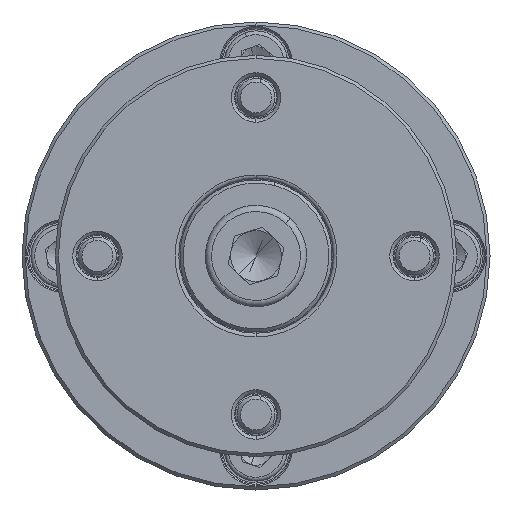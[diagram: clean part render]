
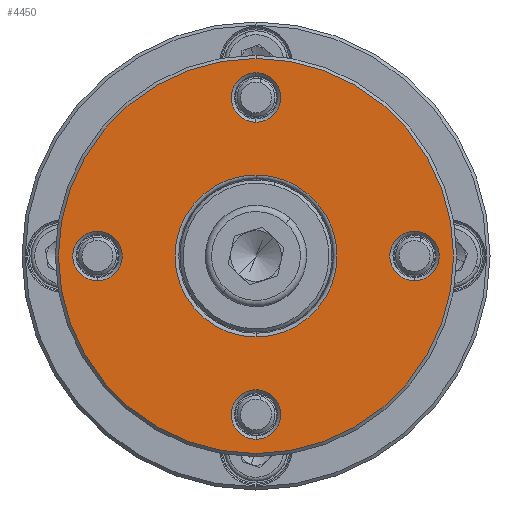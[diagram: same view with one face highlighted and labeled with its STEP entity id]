
A CAD part, front view. The second image highlights one B-rep face of the part: STEP entity #4450.
In plain terms, the highlighted planar face has unit normal (0, -1, 0).
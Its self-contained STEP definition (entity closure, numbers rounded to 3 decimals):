
#281 = CIRCLE ( 'NONE', #16314, 31.15 ) ;
#991 = ORIENTED_EDGE ( 'NONE', *, *, #9938, .T. ) ;
#1039 = CIRCLE ( 'NONE', #19216, 3.9 ) ;
#1175 = EDGE_LOOP ( 'NONE', ( #8142, #17966 ) ) ;
#1390 = DIRECTION ( 'NONE',  ( 0., 1., 0. ) ) ;
#1802 = CARTESIAN_POINT ( 'NONE',  ( 0., 0., 21.1 ) ) ;
#2001 = DIRECTION ( 'NONE',  ( 0., 0., 1. ) ) ;
#2410 = VERTEX_POINT ( 'NONE', #4254 ) ;
#2533 = VERTEX_POINT ( 'NONE', #19271 ) ;
#2674 = FACE_BOUND ( 'NONE', #1175, .T. ) ;
#3145 = DIRECTION ( 'NONE',  ( 0., -1., 0. ) ) ;
#3413 = DIRECTION ( 'NONE',  ( 0., 1., 0. ) ) ;
#3985 = DIRECTION ( 'NONE',  ( 0., 1., 0. ) ) ;
#4254 = CARTESIAN_POINT ( 'NONE',  ( 0., 0., -31.15 ) ) ;
#4450 = ADVANCED_FACE ( 'NONE', ( #19278, #11679, #5639, #2674, #10650, #13473 ), #15920, .F. ) ;
#4494 = CIRCLE ( 'NONE', #4670, 3.9 ) ;
#4670 = AXIS2_PLACEMENT_3D ( 'NONE', #5029, #3413, #2001 ) ;
#4717 = CIRCLE ( 'NONE', #15575, 3.9 ) ;
#4963 = VERTEX_POINT ( 'NONE', #1802 ) ;
#4970 = AXIS2_PLACEMENT_3D ( 'NONE', #8889, #18415, #19895 ) ;
#5001 = CIRCLE ( 'NONE', #14646, 3.9 ) ;
#5029 = CARTESIAN_POINT ( 'NONE',  ( 0., 0., -25. ) ) ;
#5225 = DIRECTION ( 'NONE',  ( 0., 1., 0. ) ) ;
#5338 = EDGE_LOOP ( 'NONE', ( #16666, #14859 ) ) ;
#5491 = CARTESIAN_POINT ( 'NONE',  ( 25., 0., 3.9 ) ) ;
#5540 = DIRECTION ( 'NONE',  ( 0., -1., 0. ) ) ;
#5615 = CIRCLE ( 'NONE', #8858, 12.769 ) ;
#5639 = FACE_BOUND ( 'NONE', #5338, .T. ) ;
#5711 = AXIS2_PLACEMENT_3D ( 'NONE', #13842, #14053, #15357 ) ;
#5762 = ORIENTED_EDGE ( 'NONE', *, *, #10242, .T. ) ;
#5937 = CARTESIAN_POINT ( 'NONE',  ( 25., 0., 0. ) ) ;
#6646 = ORIENTED_EDGE ( 'NONE', *, *, #17282, .T. ) ;
#6732 = CIRCLE ( 'NONE', #4970, 3.9 ) ;
#6874 = CARTESIAN_POINT ( 'NONE',  ( 0., 0., 28.9 ) ) ;
#6880 = EDGE_CURVE ( 'NONE', #2410, #17596, #281, .T. ) ;
#7094 = AXIS2_PLACEMENT_3D ( 'NONE', #5937, #16987, #15567 ) ;
#7232 = DIRECTION ( 'NONE',  ( 0., 0., 1. ) ) ;
#7876 = CARTESIAN_POINT ( 'NONE',  ( 0., 0., 0. ) ) ;
#8109 = VERTEX_POINT ( 'NONE', #5491 ) ;
#8142 = ORIENTED_EDGE ( 'NONE', *, *, #12463, .T. ) ;
#8311 = CARTESIAN_POINT ( 'NONE',  ( 0., 0., -12.769 ) ) ;
#8398 = CARTESIAN_POINT ( 'NONE',  ( 0., 0., 25. ) ) ;
#8456 = CIRCLE ( 'NONE', #5711, 3.9 ) ;
#8683 = CARTESIAN_POINT ( 'NONE',  ( 0., 0., -25. ) ) ;
#8700 = CARTESIAN_POINT ( 'NONE',  ( 0., 0., 0. ) ) ;
#8795 = EDGE_CURVE ( 'NONE', #18598, #12843, #6732, .T. ) ;
#8858 = AXIS2_PLACEMENT_3D ( 'NONE', #12595, #1390, #20630 ) ;
#8889 = CARTESIAN_POINT ( 'NONE',  ( -25., 0., 0. ) ) ;
#9470 = AXIS2_PLACEMENT_3D ( 'NONE', #8398, #5225, #18231 ) ;
#9592 = CARTESIAN_POINT ( 'NONE',  ( 0., 0., -21.1 ) ) ;
#9869 = DIRECTION ( 'NONE',  ( 0., 0., 1. ) ) ;
#9938 = EDGE_CURVE ( 'NONE', #17630, #2533, #5615, .T. ) ;
#10117 = EDGE_LOOP ( 'NONE', ( #5762, #18662 ) ) ;
#10242 = EDGE_CURVE ( 'NONE', #17596, #2410, #19980, .T. ) ;
#10289 = DIRECTION ( 'NONE',  ( 0., 0., 1. ) ) ;
#10409 = CARTESIAN_POINT ( 'NONE',  ( 0., 0., -28.9 ) ) ;
#10523 = EDGE_LOOP ( 'NONE', ( #16263, #991 ) ) ;
#10650 = FACE_OUTER_BOUND ( 'NONE', #10117, .T. ) ;
#10725 = AXIS2_PLACEMENT_3D ( 'NONE', #7876, #3145, #14499 ) ;
#11050 = DIRECTION ( 'NONE',  ( 0., 1., 0. ) ) ;
#11243 = CARTESIAN_POINT ( 'NONE',  ( 25., 0., -3.9 ) ) ;
#11343 = EDGE_LOOP ( 'NONE', ( #13208, #6646 ) ) ;
#11415 = CARTESIAN_POINT ( 'NONE',  ( -25., 0., -3.9 ) ) ;
#11499 = CARTESIAN_POINT ( 'NONE',  ( 25., 0., 0. ) ) ;
#11679 = FACE_BOUND ( 'NONE', #16578, .T. ) ;
#12129 = EDGE_CURVE ( 'NONE', #2533, #17630, #16577, .T. ) ;
#12432 = AXIS2_PLACEMENT_3D ( 'NONE', #18060, #19821, #19560 ) ;
#12463 = EDGE_CURVE ( 'NONE', #16913, #8109, #1039, .T. ) ;
#12574 = ORIENTED_EDGE ( 'NONE', *, *, #8795, .T. ) ;
#12595 = CARTESIAN_POINT ( 'NONE',  ( 0., 0., 0. ) ) ;
#12843 = VERTEX_POINT ( 'NONE', #11415 ) ;
#12925 = CARTESIAN_POINT ( 'NONE',  ( 0., 0., 31.15 ) ) ;
#13148 = CARTESIAN_POINT ( 'NONE',  ( -25., 0., 3.9 ) ) ;
#13208 = ORIENTED_EDGE ( 'NONE', *, *, #16539, .T. ) ;
#13238 = EDGE_CURVE ( 'NONE', #20150, #18947, #4494, .T. ) ;
#13473 = FACE_BOUND ( 'NONE', #10523, .T. ) ;
#13842 = CARTESIAN_POINT ( 'NONE',  ( 0., 0., 25. ) ) ;
#14046 = EDGE_CURVE ( 'NONE', #18947, #20150, #5001, .T. ) ;
#14053 = DIRECTION ( 'NONE',  ( 0., 1., 0. ) ) ;
#14136 = EDGE_CURVE ( 'NONE', #8109, #16913, #15793, .T. ) ;
#14370 = EDGE_CURVE ( 'NONE', #12843, #18598, #4717, .T. ) ;
#14387 = DIRECTION ( 'NONE',  ( 0., 0., 1. ) ) ;
#14499 = DIRECTION ( 'NONE',  ( 0., 0., 1. ) ) ;
#14646 = AXIS2_PLACEMENT_3D ( 'NONE', #8683, #3985, #10289 ) ;
#14859 = ORIENTED_EDGE ( 'NONE', *, *, #14046, .T. ) ;
#14891 = AXIS2_PLACEMENT_3D ( 'NONE', #19096, #11050, #14387 ) ;
#14927 = DIRECTION ( 'NONE',  ( 0., 1., 0. ) ) ;
#15139 = ORIENTED_EDGE ( 'NONE', *, *, #14370, .T. ) ;
#15357 = DIRECTION ( 'NONE',  ( 0., 0., 1. ) ) ;
#15567 = DIRECTION ( 'NONE',  ( 0., 0., 1. ) ) ;
#15575 = AXIS2_PLACEMENT_3D ( 'NONE', #19539, #14927, #9869 ) ;
#15793 = CIRCLE ( 'NONE', #7094, 3.9 ) ;
#15920 = PLANE ( 'NONE',  #14891 ) ;
#16263 = ORIENTED_EDGE ( 'NONE', *, *, #12129, .T. ) ;
#16314 = AXIS2_PLACEMENT_3D ( 'NONE', #8700, #5540, #7232 ) ;
#16401 = CIRCLE ( 'NONE', #9470, 3.9 ) ;
#16539 = EDGE_CURVE ( 'NONE', #4963, #18638, #16401, .T. ) ;
#16560 = DIRECTION ( 'NONE',  ( 0., 0., 1. ) ) ;
#16577 = CIRCLE ( 'NONE', #12432, 12.769 ) ;
#16578 = EDGE_LOOP ( 'NONE', ( #15139, #12574 ) ) ;
#16666 = ORIENTED_EDGE ( 'NONE', *, *, #13238, .T. ) ;
#16913 = VERTEX_POINT ( 'NONE', #11243 ) ;
#16987 = DIRECTION ( 'NONE',  ( 0., 1., 0. ) ) ;
#17282 = EDGE_CURVE ( 'NONE', #18638, #4963, #8456, .T. ) ;
#17596 = VERTEX_POINT ( 'NONE', #12925 ) ;
#17630 = VERTEX_POINT ( 'NONE', #8311 ) ;
#17966 = ORIENTED_EDGE ( 'NONE', *, *, #14136, .T. ) ;
#18060 = CARTESIAN_POINT ( 'NONE',  ( 0., 0., 0. ) ) ;
#18115 = DIRECTION ( 'NONE',  ( 0., 1., 0. ) ) ;
#18231 = DIRECTION ( 'NONE',  ( 0., 0., 1. ) ) ;
#18415 = DIRECTION ( 'NONE',  ( 0., 1., 0. ) ) ;
#18598 = VERTEX_POINT ( 'NONE', #13148 ) ;
#18638 = VERTEX_POINT ( 'NONE', #6874 ) ;
#18662 = ORIENTED_EDGE ( 'NONE', *, *, #6880, .T. ) ;
#18947 = VERTEX_POINT ( 'NONE', #9592 ) ;
#19096 = CARTESIAN_POINT ( 'NONE',  ( 0., 0., 0. ) ) ;
#19216 = AXIS2_PLACEMENT_3D ( 'NONE', #11499, #18115, #16560 ) ;
#19271 = CARTESIAN_POINT ( 'NONE',  ( 0., 0., 12.769 ) ) ;
#19278 = FACE_BOUND ( 'NONE', #11343, .T. ) ;
#19539 = CARTESIAN_POINT ( 'NONE',  ( -25., 0., 0. ) ) ;
#19560 = DIRECTION ( 'NONE',  ( 0., 0., 1. ) ) ;
#19821 = DIRECTION ( 'NONE',  ( 0., 1., 0. ) ) ;
#19895 = DIRECTION ( 'NONE',  ( 0., 0., 1. ) ) ;
#19980 = CIRCLE ( 'NONE', #10725, 31.15 ) ;
#20150 = VERTEX_POINT ( 'NONE', #10409 ) ;
#20630 = DIRECTION ( 'NONE',  ( 0., 0., 1. ) ) ;
